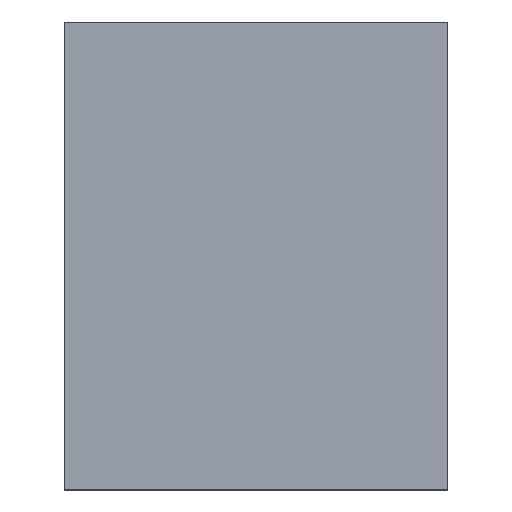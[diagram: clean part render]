
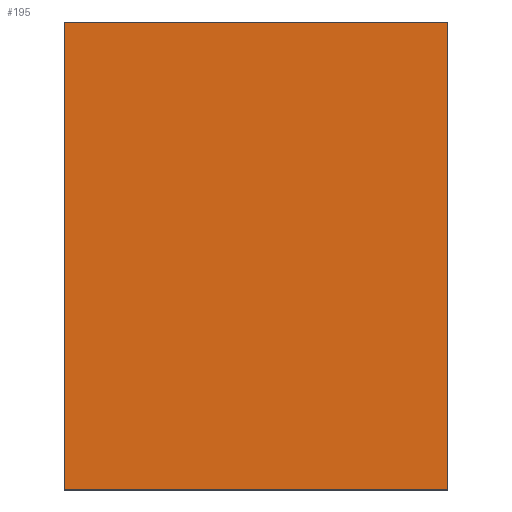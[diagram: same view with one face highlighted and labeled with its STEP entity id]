
A CAD part, top view. The second image highlights one B-rep face of the part: STEP entity #195.
In plain terms, the highlighted planar face has unit normal (0, 0, 1).
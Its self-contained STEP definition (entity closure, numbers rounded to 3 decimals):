
#26 = DIRECTION ( 'NONE',  ( 0., 1., 0. ) ) ;
#58 = CARTESIAN_POINT ( 'NONE',  ( 97., -19.2, 37. ) ) ;
#76 = EDGE_CURVE ( 'NONE', #98, #347, #670, .T. ) ;
#98 = VERTEX_POINT ( 'NONE', #395 ) ;
#104 = VECTOR ( 'NONE', #207, 1000. ) ;
#121 = AXIS2_PLACEMENT_3D ( 'NONE', #577, #236, #303 ) ;
#126 = EDGE_CURVE ( 'NONE', #98, #714, #287, .T. ) ;
#131 = EDGE_LOOP ( 'NONE', ( #687, #453, #300, #603 ) ) ;
#154 = VECTOR ( 'NONE', #659, 1000. ) ;
#166 = DIRECTION ( 'NONE',  ( -1., 0., 0. ) ) ;
#195 = ADVANCED_FACE ( 'NONE', ( #491 ), #461, .F. ) ;
#207 = DIRECTION ( 'NONE',  ( 0., 1., 0. ) ) ;
#236 = DIRECTION ( 'NONE',  ( 0., 0., -1. ) ) ;
#257 = CARTESIAN_POINT ( 'NONE',  ( 93.5, -19.2, 37. ) ) ;
#287 = LINE ( 'NONE', #58, #330 ) ;
#300 = ORIENTED_EDGE ( 'NONE', *, *, #76, .T. ) ;
#303 = DIRECTION ( 'NONE',  ( 0., 1., 0. ) ) ;
#330 = VECTOR ( 'NONE', #166, 1000. ) ;
#337 = VERTEX_POINT ( 'NONE', #563 ) ;
#347 = VERTEX_POINT ( 'NONE', #622 ) ;
#359 = CARTESIAN_POINT ( 'NONE',  ( 97., 5.2, 37. ) ) ;
#395 = CARTESIAN_POINT ( 'NONE',  ( 113.5, -19.2, 37. ) ) ;
#453 = ORIENTED_EDGE ( 'NONE', *, *, #126, .F. ) ;
#461 = PLANE ( 'NONE',  #121 ) ;
#463 = LINE ( 'NONE', #359, #154 ) ;
#490 = VECTOR ( 'NONE', #26, 1000. ) ;
#491 = FACE_OUTER_BOUND ( 'NONE', #131, .T. ) ;
#563 = CARTESIAN_POINT ( 'NONE',  ( 93.5, 5.2, 37. ) ) ;
#577 = CARTESIAN_POINT ( 'NONE',  ( 97., 27., 37. ) ) ;
#603 = ORIENTED_EDGE ( 'NONE', *, *, #608, .F. ) ;
#608 = EDGE_CURVE ( 'NONE', #337, #347, #463, .T. ) ;
#613 = CARTESIAN_POINT ( 'NONE',  ( 113.5, -38.8, 37. ) ) ;
#622 = CARTESIAN_POINT ( 'NONE',  ( 113.5, 5.2, 37. ) ) ;
#655 = EDGE_CURVE ( 'NONE', #714, #337, #684, .T. ) ;
#659 = DIRECTION ( 'NONE',  ( 1., 0., 0. ) ) ;
#670 = LINE ( 'NONE', #613, #104 ) ;
#684 = LINE ( 'NONE', #725, #490 ) ;
#687 = ORIENTED_EDGE ( 'NONE', *, *, #655, .F. ) ;
#714 = VERTEX_POINT ( 'NONE', #257 ) ;
#725 = CARTESIAN_POINT ( 'NONE',  ( 93.5, -38.8, 37. ) ) ;
